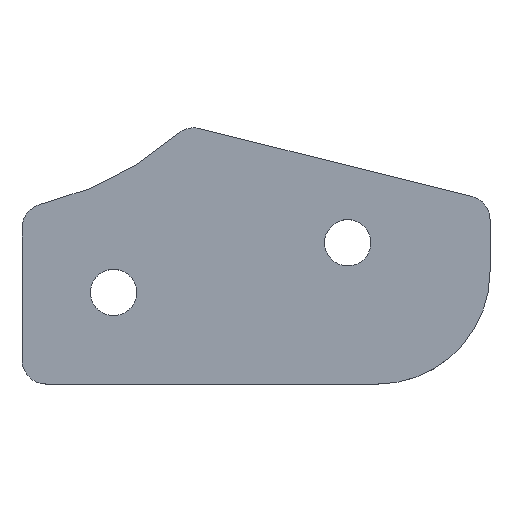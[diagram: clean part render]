
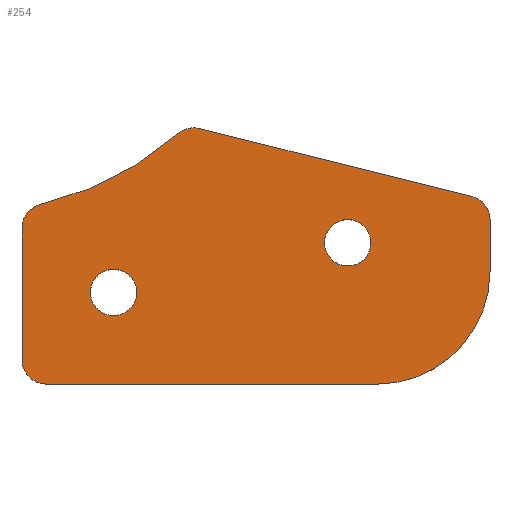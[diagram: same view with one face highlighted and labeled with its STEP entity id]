
A CAD part, top view. The second image highlights one B-rep face of the part: STEP entity #254.
In plain terms, the highlighted planar face has unit normal (0, 0, 1).
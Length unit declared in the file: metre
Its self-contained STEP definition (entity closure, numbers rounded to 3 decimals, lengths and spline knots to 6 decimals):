
#16=PLANE('',#293);
#23=LINE('',#402,#41);
#27=LINE('',#414,#45);
#31=LINE('',#426,#49);
#35=LINE('',#438,#53);
#41=VECTOR('',#322,1.);
#45=VECTOR('',#334,1.);
#49=VECTOR('',#346,1.);
#53=VECTOR('',#358,1.);
#94=ORIENTED_EDGE('',*,*,#152,.T.);
#95=ORIENTED_EDGE('',*,*,#153,.T.);
#96=ORIENTED_EDGE('',*,*,#124,.F.);
#97=ORIENTED_EDGE('',*,*,#128,.T.);
#98=ORIENTED_EDGE('',*,*,#131,.T.);
#99=ORIENTED_EDGE('',*,*,#134,.T.);
#100=ORIENTED_EDGE('',*,*,#137,.T.);
#101=ORIENTED_EDGE('',*,*,#140,.T.);
#102=ORIENTED_EDGE('',*,*,#143,.T.);
#103=ORIENTED_EDGE('',*,*,#146,.T.);
#104=ORIENTED_EDGE('',*,*,#149,.T.);
#105=ORIENTED_EDGE('',*,*,#151,.T.);
#124=EDGE_CURVE('',#158,#159,#181,.T.);
#128=EDGE_CURVE('',#158,#161,#183,.T.);
#131=EDGE_CURVE('',#161,#163,#23,.T.);
#134=EDGE_CURVE('',#163,#165,#185,.T.);
#137=EDGE_CURVE('',#165,#167,#27,.T.);
#140=EDGE_CURVE('',#167,#169,#187,.T.);
#143=EDGE_CURVE('',#169,#171,#31,.T.);
#146=EDGE_CURVE('',#171,#173,#189,.T.);
#149=EDGE_CURVE('',#173,#175,#35,.T.);
#151=EDGE_CURVE('',#175,#159,#191,.T.);
#152=EDGE_CURVE('',#176,#176,#192,.T.);
#153=EDGE_CURVE('',#177,#177,#193,.T.);
#158=VERTEX_POINT('',#387);
#159=VERTEX_POINT('',#389);
#161=VERTEX_POINT('',#395);
#163=VERTEX_POINT('',#401);
#165=VERTEX_POINT('',#407);
#167=VERTEX_POINT('',#413);
#169=VERTEX_POINT('',#419);
#171=VERTEX_POINT('',#425);
#173=VERTEX_POINT('',#431);
#175=VERTEX_POINT('',#437);
#176=VERTEX_POINT('',#444);
#177=VERTEX_POINT('',#446);
#181=CIRCLE('',#273,0.028659);
#183=CIRCLE('',#276,0.0022);
#185=CIRCLE('',#280,0.0022);
#187=CIRCLE('',#284,0.0102);
#189=CIRCLE('',#288,0.0022);
#191=CIRCLE('',#292,0.0022);
#192=CIRCLE('',#294,0.0021);
#193=CIRCLE('',#295,0.0021);
#206=EDGE_LOOP('',(#94));
#207=EDGE_LOOP('',(#95));
#208=EDGE_LOOP('',(#96,#97,#98,#99,#100,#101,#102,#103,#104,#105));
#226=FACE_BOUND('',#206,.T.);
#227=FACE_BOUND('',#207,.T.);
#228=FACE_BOUND('',#208,.T.);
#254=ADVANCED_FACE('',(#226,#227,#228),#16,.T.);
#273=AXIS2_PLACEMENT_3D('',#388,#308,#309);
#276=AXIS2_PLACEMENT_3D('',#396,#316,#317);
#280=AXIS2_PLACEMENT_3D('',#408,#328,#329);
#284=AXIS2_PLACEMENT_3D('',#420,#340,#341);
#288=AXIS2_PLACEMENT_3D('',#432,#352,#353);
#292=AXIS2_PLACEMENT_3D('',#441,#363,#364);
#293=AXIS2_PLACEMENT_3D('',#442,#365,#366);
#294=AXIS2_PLACEMENT_3D('',#443,#367,#368);
#295=AXIS2_PLACEMENT_3D('',#445,#369,#370);
#308=DIRECTION('',(0.,0.,1.));
#309=DIRECTION('',(1.,0.,0.));
#316=DIRECTION('',(0.,0.,1.));
#317=DIRECTION('',(1.,0.,0.));
#322=DIRECTION('',(0.,-1.,0.));
#328=DIRECTION('',(0.,0.,1.));
#329=DIRECTION('',(1.,0.,0.));
#334=DIRECTION('',(1.,0.,0.));
#340=DIRECTION('',(0.,0.,1.));
#341=DIRECTION('',(1.,0.,0.));
#346=DIRECTION('',(0.,1.,0.));
#352=DIRECTION('',(0.,0.,1.));
#353=DIRECTION('',(1.,0.,0.));
#358=DIRECTION('',(-0.97,0.242,0.));
#363=DIRECTION('',(0.,0.,1.));
#364=DIRECTION('',(1.,0.,0.));
#365=DIRECTION('',(0.,0.,1.));
#366=DIRECTION('',(1.,0.,0.));
#367=DIRECTION('',(0.,0.,-1.));
#368=DIRECTION('',(1.,0.,0.));
#369=DIRECTION('',(0.,0.,-1.));
#370=DIRECTION('',(1.,0.,0.));
#387=CARTESIAN_POINT('',(0.044601,-0.031252,0.0316));
#388=CARTESIAN_POINT('',(0.0381,-0.00334,0.0316));
#389=CARTESIAN_POINT('',(0.057016,-0.024869,0.0316));
#395=CARTESIAN_POINT('',(0.0429,-0.033395,0.0316));
#396=CARTESIAN_POINT('',(0.0451,-0.033395,0.0316));
#401=CARTESIAN_POINT('',(0.0429,-0.04534,0.0316));
#402=CARTESIAN_POINT('',(0.0429,0.,0.0316));
#407=CARTESIAN_POINT('',(0.0451,-0.04754,0.0316));
#408=CARTESIAN_POINT('',(0.0451,-0.04534,0.0316));
#413=CARTESIAN_POINT('',(0.0751,-0.04754,0.0316));
#414=CARTESIAN_POINT('',(0.,-0.04754,0.0316));
#419=CARTESIAN_POINT('',(0.0853,-0.03734,0.0316));
#420=CARTESIAN_POINT('',(0.0751,-0.03734,0.0316));
#425=CARTESIAN_POINT('',(0.0853,-0.032663,0.0316));
#426=CARTESIAN_POINT('',(0.0853,0.,0.0316));
#431=CARTESIAN_POINT('',(0.083632,-0.030529,0.0316));
#432=CARTESIAN_POINT('',(0.0831,-0.032663,0.0316));
#437=CARTESIAN_POINT('',(0.059001,-0.024387,0.0316));
#438=CARTESIAN_POINT('',(-0.002272,-0.009111,0.0316));
#441=CARTESIAN_POINT('',(0.058468,-0.026522,0.0316));
#442=CARTESIAN_POINT('',(0.,0.,0.0316));
#443=CARTESIAN_POINT('',(0.072414,-0.03474,0.0316));
#444=CARTESIAN_POINT('',(0.074514,-0.03474,0.0316));
#445=CARTESIAN_POINT('',(0.0512,-0.03924,0.0316));
#446=CARTESIAN_POINT('',(0.0533,-0.03924,0.0316));
